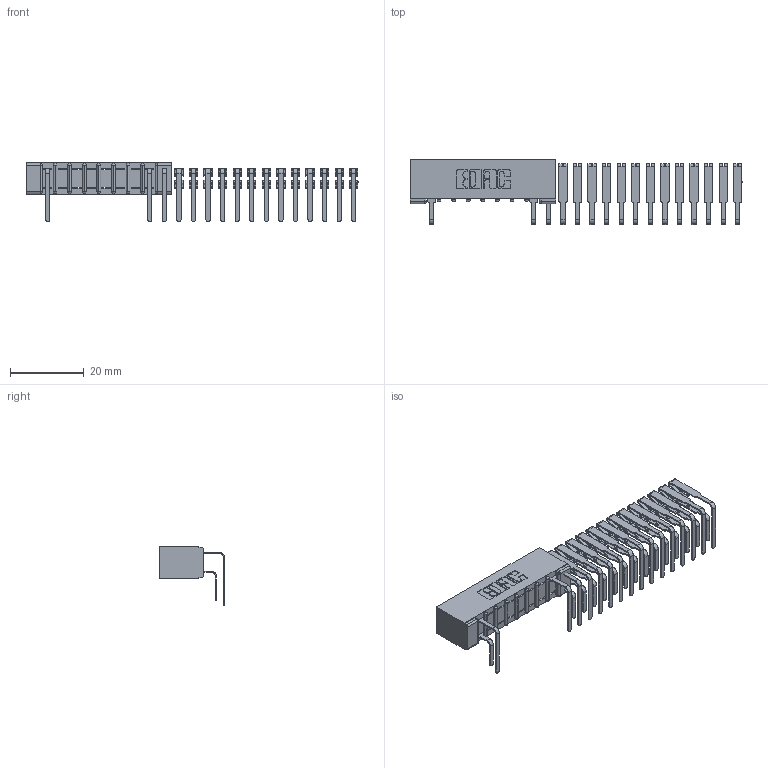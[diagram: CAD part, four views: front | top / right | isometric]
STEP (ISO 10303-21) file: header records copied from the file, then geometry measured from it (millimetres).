
FILE_DESCRIPTION (( 'STEP AP203' ), '1' );
FILE_NAME ('357-022-559-101.STEP', '2018-08-08T22:08:25', ( '' ), ( '' ), 'SwSTEP 2.0', 'SolidWorks 2016', '' );
FILE_SCHEMA (( 'CONFIG_CONTROL_DESIGN' ));
Length unit declared in the file: inch
Products named in the file (4): 307 Part_No Mounting Lugs; 307-290-001_558 559 - 1 (Single); 307-290-001_559 - 2 (Single); 357-022-559-101
Assembly tree (32 placements, depth 2):
  357-022-559-101
    307 Part_No Mounting Lugs
    307-290-001_558 559 - 1 (Single)  x15
    307-290-001_559 - 2 (Single)  x16
Bounding box: 90.26 x 17.69 x 16.08 mm (x, y, z)
Volume: 3156.5 mm3; surface area: 7246.2 mm2
Topology: 32 solids, 32 shells, 1519 faces, 4221 edges, 2746 vertices
Faces by surface type: plane 999, cylinder 502, sphere 18
Entity records: 12955 total; most frequent: CARTESIAN_POINT 2065, DIRECTION 2051, ORIENTED_EDGE 2026, EDGE_CURVE 1013, LINE 763, VECTOR 763, VERTEX_POINT 658, AXIS2_PLACEMENT_3D 644
